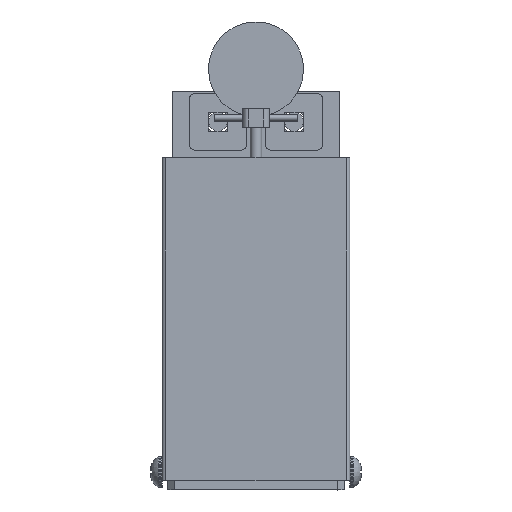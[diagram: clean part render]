
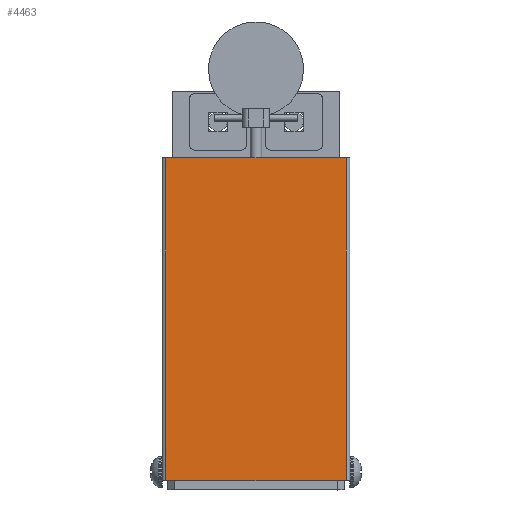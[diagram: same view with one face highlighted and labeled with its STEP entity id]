
A CAD part, front view. The second image highlights one B-rep face of the part: STEP entity #4463.
In plain terms, the highlighted planar face has unit normal (0, -1, 0).
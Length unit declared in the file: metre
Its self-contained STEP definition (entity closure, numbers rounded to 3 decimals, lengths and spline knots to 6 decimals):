
#571=ORIENTED_EDGE('',*,*,#1829,.F.);
#572=ORIENTED_EDGE('',*,*,#1830,.F.);
#573=ORIENTED_EDGE('',*,*,#1831,.T.);
#574=ORIENTED_EDGE('',*,*,#1827,.T.);
#1827=EDGE_CURVE('',#2456,#2455,#2901,.T.);
#1829=EDGE_CURVE('',#2457,#2455,#2902,.T.);
#1830=EDGE_CURVE('',#2458,#2457,#2903,.T.);
#1831=EDGE_CURVE('',#2458,#2456,#2904,.T.);
#2455=VERTEX_POINT('',#6713);
#2456=VERTEX_POINT('',#6715);
#2457=VERTEX_POINT('',#6719);
#2458=VERTEX_POINT('',#6721);
#2901=LINE('',#6714,#3279);
#2902=LINE('',#6718,#3280);
#2903=LINE('',#6720,#3281);
#2904=LINE('',#6722,#3282);
#3279=VECTOR('',#5376,1.);
#3280=VECTOR('',#5381,1.);
#3281=VECTOR('',#5382,1.);
#3282=VECTOR('',#5383,1.);
#3641=EDGE_LOOP('',(#571,#572,#573,#574));
#3972=FACE_BOUND('',#3641,.T.);
#4304=PLANE('',#4864);
#4463=ADVANCED_FACE('',(#3972),#4304,.T.);
#4864=AXIS2_PLACEMENT_3D('',#6717,#5379,#5380);
#5376=DIRECTION('',(0.,0.,-1.));
#5379=DIRECTION('',(0.,-1.,0.));
#5380=DIRECTION('',(1.,0.,0.));
#5381=DIRECTION('',(-1.,0.,0.));
#5382=DIRECTION('',(0.,0.,-1.));
#5383=DIRECTION('',(-1.,0.,0.));
#6713=CARTESIAN_POINT('',(-0.012065,-0.009398,0.));
#6714=CARTESIAN_POINT('',(-0.012065,-0.009398,0.04318));
#6715=CARTESIAN_POINT('',(-0.012065,-0.009398,0.04318));
#6717=CARTESIAN_POINT('',(0.,-0.009398,0.04318));
#6718=CARTESIAN_POINT('',(0.,-0.009398,0.));
#6719=CARTESIAN_POINT('',(0.012065,-0.009398,0.));
#6720=CARTESIAN_POINT('',(0.012065,-0.009398,0.04318));
#6721=CARTESIAN_POINT('',(0.012065,-0.009398,0.04318));
#6722=CARTESIAN_POINT('',(0.,-0.009398,0.04318));
